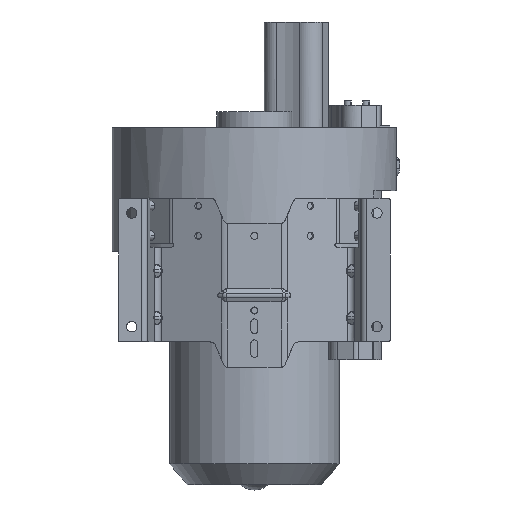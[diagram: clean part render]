
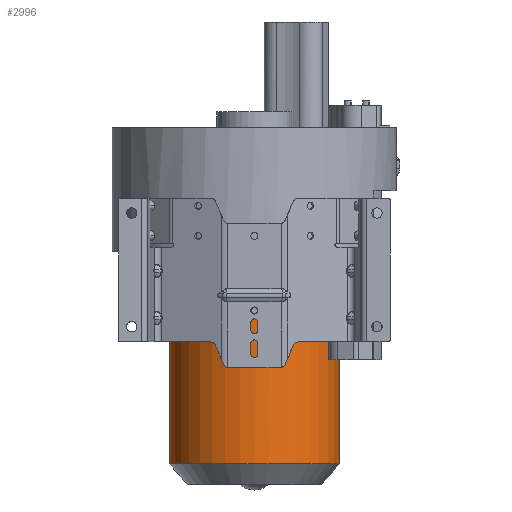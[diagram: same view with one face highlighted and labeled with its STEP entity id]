
A CAD part, front view. The second image highlights one B-rep face of the part: STEP entity #2996.
In plain terms, the highlighted cylindrical face has radius 113.5 mm (diameter 227 mm), a partial arc.
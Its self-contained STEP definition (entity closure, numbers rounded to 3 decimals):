
#265=FACE_BOUND('',#4241,.T.);
#266=FACE_BOUND('',#4242,.T.);
#515=CIRCLE('',#11260,113.5);
#738=CIRCLE('',#11763,113.5);
#1030=CYLINDRICAL_SURFACE('',#11766,113.5);
#1823=LINE('',#22321,#2467);
#1824=LINE('',#22323,#2468);
#2467=VECTOR('',#14322,1.);
#2468=VECTOR('',#14323,1.);
#2996=ADVANCED_FACE('',(#265,#266),#1030,.T.);
#4241=EDGE_LOOP('',(#7346,#7347,#7348,#7349));
#4242=EDGE_LOOP('',(#7350,#7351));
#4722=B_SPLINE_CURVE_WITH_KNOTS('',3,(#22460,#22461,#22462,#22463,#22464,
#22465,#22466,#22467,#22468,#22469),.UNSPECIFIED.,.F.,.F.,(4,2,2,2,4),(0.,
0.25,0.5,0.75,1.),.UNSPECIFIED.);
#4723=B_SPLINE_CURVE_WITH_KNOTS('',3,(#22472,#22473,#22474,#22475,#22476,
#22477,#22478,#22479,#22480,#22481),.UNSPECIFIED.,.F.,.F.,(4,2,2,2,4),(0.,
0.25,0.5,0.75,1.),.UNSPECIFIED.);
#7346=ORIENTED_EDGE('',*,*,#10560,.F.);
#7347=ORIENTED_EDGE('',*,*,#9914,.T.);
#7348=ORIENTED_EDGE('',*,*,#10559,.T.);
#7349=ORIENTED_EDGE('',*,*,#10572,.F.);
#7350=ORIENTED_EDGE('',*,*,#10575,.T.);
#7351=ORIENTED_EDGE('',*,*,#10576,.T.);
#8604=VERTEX_POINT('',#20393);
#8605=VERTEX_POINT('',#20394);
#9044=VERTEX_POINT('',#22322);
#9045=VERTEX_POINT('',#22324);
#9056=VERTEX_POINT('',#22470);
#9057=VERTEX_POINT('',#22471);
#9914=EDGE_CURVE('',#8604,#8605,#515,.T.);
#10559=EDGE_CURVE('',#8605,#9044,#1823,.T.);
#10560=EDGE_CURVE('',#8604,#9045,#1824,.T.);
#10572=EDGE_CURVE('',#9045,#9044,#738,.T.);
#10575=EDGE_CURVE('',#9056,#9057,#4722,.T.);
#10576=EDGE_CURVE('',#9057,#9056,#4723,.T.);
#11260=AXIS2_PLACEMENT_3D('',#20392,#13074,#13075);
#11763=AXIS2_PLACEMENT_3D('',#22393,#14340,#14341);
#11766=AXIS2_PLACEMENT_3D('',#22482,#14346,#14347);
#13074=DIRECTION('',(0.,0.,-1.));
#13075=DIRECTION('',(1.,0.,0.));
#14322=DIRECTION('',(0.,0.,-1.));
#14323=DIRECTION('',(0.,0.,-1.));
#14340=DIRECTION('',(0.,0.,-1.));
#14341=DIRECTION('',(1.,0.,0.));
#14346=DIRECTION('',(0.,0.,-1.));
#14347=DIRECTION('',(1.,0.,0.));
#20392=CARTESIAN_POINT('',(0.,0.,-40.8));
#20393=CARTESIAN_POINT('',(113.5,0.,-40.8));
#20394=CARTESIAN_POINT('',(-113.5,0.,-40.8));
#22321=CARTESIAN_POINT('',(-113.5,0.,-40.8));
#22322=CARTESIAN_POINT('',(-113.5,0.,-325.));
#22323=CARTESIAN_POINT('',(113.5,0.,-40.8));
#22324=CARTESIAN_POINT('',(113.5,0.,-325.));
#22393=CARTESIAN_POINT('',(0.,0.,-325.));
#22460=CARTESIAN_POINT('',(0.,-113.5,-113.25));
#22461=CARTESIAN_POINT('',(1.784,-113.5,-113.25));
#22462=CARTESIAN_POINT('',(3.528,-113.452,-113.982));
#22463=CARTESIAN_POINT('',(6.018,-113.347,-116.472));
#22464=CARTESIAN_POINT('',(6.749,-113.299,-118.235));
#22465=CARTESIAN_POINT('',(6.751,-113.299,-121.757));
#22466=CARTESIAN_POINT('',(6.035,-113.346,-123.509));
#22467=CARTESIAN_POINT('',(3.517,-113.452,-126.031));
#22468=CARTESIAN_POINT('',(1.784,-113.5,-126.75));
#22469=CARTESIAN_POINT('',(0.,-113.5,-126.75));
#22470=CARTESIAN_POINT('',(0.,-113.5,-113.25));
#22471=CARTESIAN_POINT('',(0.,-113.5,-126.75));
#22472=CARTESIAN_POINT('',(0.,-113.5,-126.75));
#22473=CARTESIAN_POINT('',(-1.784,-113.5,-126.75));
#22474=CARTESIAN_POINT('',(-3.528,-113.452,-126.018));
#22475=CARTESIAN_POINT('',(-6.018,-113.347,-123.528));
#22476=CARTESIAN_POINT('',(-6.749,-113.299,-121.766));
#22477=CARTESIAN_POINT('',(-6.751,-113.299,-118.244));
#22478=CARTESIAN_POINT('',(-6.035,-113.346,-116.492));
#22479=CARTESIAN_POINT('',(-3.517,-113.452,-113.97));
#22480=CARTESIAN_POINT('',(-1.784,-113.5,-113.25));
#22481=CARTESIAN_POINT('',(0.,-113.5,-113.25));
#22482=CARTESIAN_POINT('',(0.,0.,-40.8));
